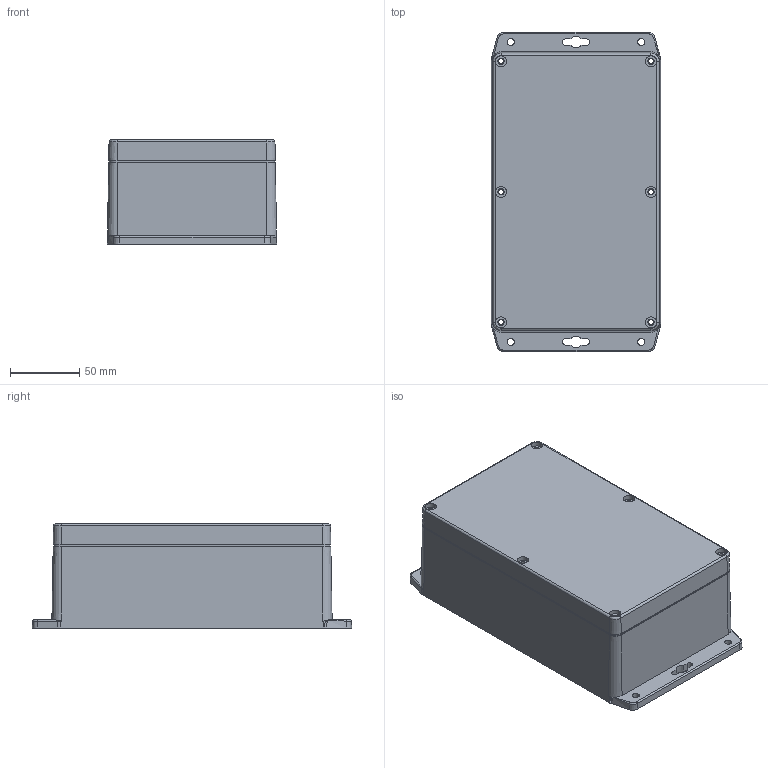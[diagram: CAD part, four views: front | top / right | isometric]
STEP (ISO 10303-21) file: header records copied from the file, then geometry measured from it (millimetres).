
FILE_DESCRIPTION (( 'STEP AP214' ), '1' );
FILE_NAME ('G269MF-IP67 G373MF-IP67.STEP', '2019-08-07T03:53:46', ( '' ), ( '' ), 'SwSTEP 2.0', 'SolidWorks 2014', '' );
FILE_SCHEMA (( 'AUTOMOTIVE_DESIGN' ));
Length unit declared in the file: millimetre
Products named in the file (4): G269-IP67 G373-IP67-GASKET; G269MF-IP67 G373MF-IP67-COVER; G269MF-IP67 G373MF-IP67-BASE; G269MF-IP67 G373MF-IP67
Assembly tree (3 placements, depth 2):
  G269MF-IP67 G373MF-IP67
    G269MF-IP67 G373MF-IP67-BASE
    G269MF-IP67 G373MF-IP67-COVER
    G269-IP67 G373-IP67-GASKET
Bounding box: 122.06 x 230 x 75 mm (x, y, z)
Volume: 357404 mm3; surface area: 222383.6 mm2
Topology: 3 solids, 3 shells, 605 faces, 1569 edges, 1034 vertices
Faces by surface type: cylinder 260, plane 203, cone 110, bspline 32
Entity records: 25584 total; most frequent: CARTESIAN_POINT 10723, ORIENTED_EDGE 3132, DIRECTION 2938, EDGE_CURVE 1566, AXIS2_PLACEMENT_3D 1085, VERTEX_POINT 1034, LINE 768, VECTOR 768
